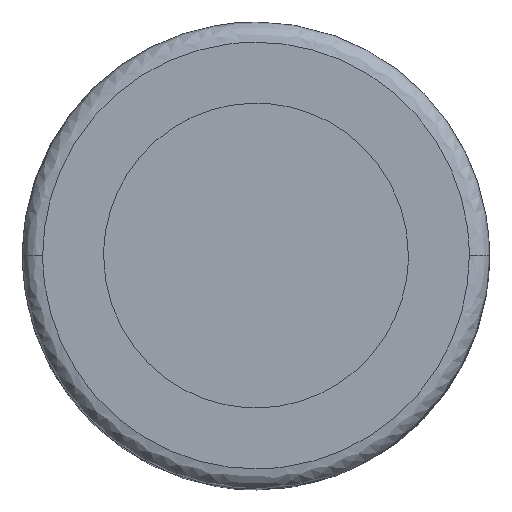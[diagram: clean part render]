
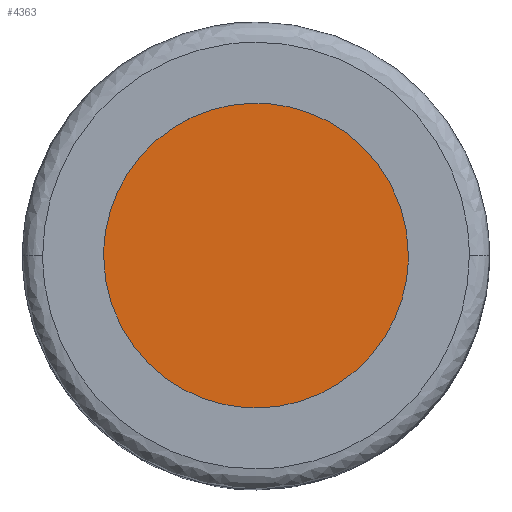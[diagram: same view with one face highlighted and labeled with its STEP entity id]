
A CAD part, top view. The second image highlights one B-rep face of the part: STEP entity #4363.
In plain terms, the highlighted planar face has unit normal (0, 0, 1).
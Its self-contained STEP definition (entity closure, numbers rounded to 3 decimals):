
#4078 = ( BOUNDED_SURFACE() B_SPLINE_SURFACE(1,2,(
    (#4079,#4080,#4081,#4082,#4083)
    ,(#4084,#4085,#4086,#4087,#4088
)),.UNSPECIFIED.,.F.,.F.,.F.) B_SPLINE_SURFACE_WITH_KNOTS((2,2),(3,2,3),
  (0.,0.36),(0.,1.571,3.142),.UNSPECIFIED.) 
GEOMETRIC_REPRESENTATION_ITEM() RATIONAL_B_SPLINE_SURFACE((
    (1.,0.707,1.,0.707,1.)
,(1.,0.707,1.,0.707,1.
))) REPRESENTATION_ITEM('') SURFACE() );
#4079 = CARTESIAN_POINT('',(356.,295.75,50.87)
  );
#4080 = CARTESIAN_POINT('',(356.,288.25,50.87)
  );
#4081 = CARTESIAN_POINT('',(363.5,288.25,50.87)
  );
#4082 = CARTESIAN_POINT('',(371.,288.25,50.87)
  );
#4083 = CARTESIAN_POINT('',(371.,295.75,50.87)
  );
#4084 = CARTESIAN_POINT('',(356.,295.75,51.23)
  );
#4085 = CARTESIAN_POINT('',(356.,288.25,51.23)
  );
#4086 = CARTESIAN_POINT('',(363.5,288.25,51.23)
  );
#4087 = CARTESIAN_POINT('',(371.,288.25,51.23)
  );
#4088 = CARTESIAN_POINT('',(371.,295.75,51.23)
  );
#4136 = ( BOUNDED_SURFACE() B_SPLINE_SURFACE(1,2,(
    (#4137,#4138,#4139,#4140,#4141)
    ,(#4142,#4143,#4144,#4145,#4146
)),.UNSPECIFIED.,.F.,.F.,.F.) B_SPLINE_SURFACE_WITH_KNOTS((2,2),(3,2,3),
  (0.,0.36),(3.142,4.712,6.283),
.PIECEWISE_BEZIER_KNOTS.) GEOMETRIC_REPRESENTATION_ITEM() 
RATIONAL_B_SPLINE_SURFACE((
    (1.,0.707,1.,0.707,1.)
,(1.,0.707,1.,0.707,1.
))) REPRESENTATION_ITEM('') SURFACE() );
#4137 = CARTESIAN_POINT('',(371.,295.75,50.87)
  );
#4138 = CARTESIAN_POINT('',(371.,303.25,50.87)
  );
#4139 = CARTESIAN_POINT('',(363.5,303.25,50.87)
  );
#4140 = CARTESIAN_POINT('',(356.,303.25,50.87)
  );
#4141 = CARTESIAN_POINT('',(356.,295.75,50.87)
  );
#4142 = CARTESIAN_POINT('',(371.,295.75,51.23)
  );
#4143 = CARTESIAN_POINT('',(371.,303.25,51.23)
  );
#4144 = CARTESIAN_POINT('',(363.5,303.25,51.23)
  );
#4145 = CARTESIAN_POINT('',(356.,303.25,51.23)
  );
#4146 = CARTESIAN_POINT('',(356.,295.75,51.23)
  );
#4179 = EDGE_CURVE('',#4180,#4182,#4184,.T.);
#4180 = VERTEX_POINT('',#4181);
#4181 = CARTESIAN_POINT('',(356.,295.75,51.)
  );
#4182 = VERTEX_POINT('',#4183);
#4183 = CARTESIAN_POINT('',(371.,295.75,51.)
  );
#4184 = SURFACE_CURVE('',#4185,(#4191,#4220),.PCURVE_S1.);
#4185 = ( BOUNDED_CURVE() B_SPLINE_CURVE(2,(#4186,#4187,#4188,#4189,
#4190),.UNSPECIFIED.,.F.,.F.) B_SPLINE_CURVE_WITH_KNOTS((3,2,3),(
    23.562,35.343,47.124),.UNSPECIFIED.) 
CURVE() GEOMETRIC_REPRESENTATION_ITEM() RATIONAL_B_SPLINE_CURVE((1.,
0.707,1.,0.707,1.)) REPRESENTATION_ITEM('') );
#4186 = CARTESIAN_POINT('',(356.,295.75,51.)
  );
#4187 = CARTESIAN_POINT('',(356.,288.25,51.)
  );
#4188 = CARTESIAN_POINT('',(363.5,288.25,51.)
  );
#4189 = CARTESIAN_POINT('',(371.,288.25,51.)
  );
#4190 = CARTESIAN_POINT('',(371.,295.75,51.)
  );
#4191 = PCURVE('',#4078,#4192);
#4192 = DEFINITIONAL_REPRESENTATION('',(#4193),#4219);
#4193 = B_SPLINE_CURVE_WITH_KNOTS('',3,(#4194,#4195,#4196,#4197,#4198,
    #4199,#4200,#4201,#4202,#4203,#4204,#4205,#4206,#4207,#4208,#4209,
    #4210,#4211,#4212,#4213,#4214,#4215,#4216,#4217,#4218),
  .UNSPECIFIED.,.F.,.F.,(4,1,1,1,1,1,1,1,1,1,1,1,1,1,1,1,1,1,1,1,1,1,4),
  (23.562,24.633,25.704,26.775,
    27.846,28.917,29.988,31.059,
    32.13,33.201,34.272,35.343,
    36.414,37.485,38.556,39.627,
    40.698,41.769,42.84,43.911,
    44.982,46.053,47.124),
  .QUASI_UNIFORM_KNOTS.);
#4194 = CARTESIAN_POINT('',(0.13,0.));
#4195 = CARTESIAN_POINT('',(0.13,0.048));
#4196 = CARTESIAN_POINT('',(0.13,0.143));
#4197 = CARTESIAN_POINT('',(0.13,0.286));
#4198 = CARTESIAN_POINT('',(0.13,0.428));
#4199 = CARTESIAN_POINT('',(0.13,0.571));
#4200 = CARTESIAN_POINT('',(0.13,0.714));
#4201 = CARTESIAN_POINT('',(0.13,0.857));
#4202 = CARTESIAN_POINT('',(0.13,1.));
#4203 = CARTESIAN_POINT('',(0.13,1.142));
#4204 = CARTESIAN_POINT('',(0.13,1.285));
#4205 = CARTESIAN_POINT('',(0.13,1.428));
#4206 = CARTESIAN_POINT('',(0.13,1.571));
#4207 = CARTESIAN_POINT('',(0.13,1.714));
#4208 = CARTESIAN_POINT('',(0.13,1.856));
#4209 = CARTESIAN_POINT('',(0.13,1.999));
#4210 = CARTESIAN_POINT('',(0.13,2.142));
#4211 = CARTESIAN_POINT('',(0.13,2.285));
#4212 = CARTESIAN_POINT('',(0.13,2.428));
#4213 = CARTESIAN_POINT('',(0.13,2.57));
#4214 = CARTESIAN_POINT('',(0.13,2.713));
#4215 = CARTESIAN_POINT('',(0.13,2.856));
#4216 = CARTESIAN_POINT('',(0.13,2.999));
#4217 = CARTESIAN_POINT('',(0.13,3.094));
#4218 = CARTESIAN_POINT('',(0.13,3.142));
#4219 = ( GEOMETRIC_REPRESENTATION_CONTEXT(2) 
PARAMETRIC_REPRESENTATION_CONTEXT() REPRESENTATION_CONTEXT('2D SPACE',''
  ) );
#4220 = PCURVE('',#4221,#4226);
#4221 = PLANE('',#4222);
#4222 = AXIS2_PLACEMENT_3D('',#4223,#4224,#4225);
#4223 = CARTESIAN_POINT('',(372.62,304.87,51.)
  );
#4224 = DIRECTION('',(0.,0.,1.));
#4225 = DIRECTION('',(-1.,0.,0.));
#4226 = DEFINITIONAL_REPRESENTATION('',(#4227),#4233);
#4227 = ( BOUNDED_CURVE() B_SPLINE_CURVE(2,(#4228,#4229,#4230,#4231,
#4232),.UNSPECIFIED.,.F.,.F.) B_SPLINE_CURVE_WITH_KNOTS((3,2,3),(
    23.562,35.343,47.124),.UNSPECIFIED.) 
CURVE() GEOMETRIC_REPRESENTATION_ITEM() RATIONAL_B_SPLINE_CURVE((1.,
0.707,1.,0.707,1.)) REPRESENTATION_ITEM('') );
#4228 = CARTESIAN_POINT('',(16.62,9.12));
#4229 = CARTESIAN_POINT('',(16.62,16.62));
#4230 = CARTESIAN_POINT('',(9.12,16.62));
#4231 = CARTESIAN_POINT('',(1.62,16.62));
#4232 = CARTESIAN_POINT('',(1.62,9.12));
#4233 = ( GEOMETRIC_REPRESENTATION_CONTEXT(2) 
PARAMETRIC_REPRESENTATION_CONTEXT() REPRESENTATION_CONTEXT('2D SPACE',''
  ) );
#4363 = ADVANCED_FACE('',(#4364),#4221,.T.);
#4364 = FACE_BOUND('',#4365,.T.);
#4365 = EDGE_LOOP('',(#4366,#4413));
#4366 = ORIENTED_EDGE('',*,*,#4367,.T.);
#4367 = EDGE_CURVE('',#4182,#4180,#4368,.T.);
#4368 = SURFACE_CURVE('',#4369,(#4375,#4384),.PCURVE_S1.);
#4369 = ( BOUNDED_CURVE() B_SPLINE_CURVE(2,(#4370,#4371,#4372,#4373,
#4374),.UNSPECIFIED.,.F.,.F.) B_SPLINE_CURVE_WITH_KNOTS((3,2,3),(0.,
11.781,23.562),.PIECEWISE_BEZIER_KNOTS.) CURVE() 
GEOMETRIC_REPRESENTATION_ITEM() RATIONAL_B_SPLINE_CURVE((1.,
0.707,1.,0.707,1.)) REPRESENTATION_ITEM('') );
#4370 = CARTESIAN_POINT('',(371.,295.75,51.)
  );
#4371 = CARTESIAN_POINT('',(371.,303.25,51.)
  );
#4372 = CARTESIAN_POINT('',(363.5,303.25,51.)
  );
#4373 = CARTESIAN_POINT('',(356.,303.25,51.)
  );
#4374 = CARTESIAN_POINT('',(356.,295.75,51.)
  );
#4375 = PCURVE('',#4221,#4376);
#4376 = DEFINITIONAL_REPRESENTATION('',(#4377),#4383);
#4377 = ( BOUNDED_CURVE() B_SPLINE_CURVE(2,(#4378,#4379,#4380,#4381,
#4382),.UNSPECIFIED.,.F.,.F.) B_SPLINE_CURVE_WITH_KNOTS((3,2,3),(0.,
11.781,23.562),.PIECEWISE_BEZIER_KNOTS.) CURVE() 
GEOMETRIC_REPRESENTATION_ITEM() RATIONAL_B_SPLINE_CURVE((1.,
0.707,1.,0.707,1.)) REPRESENTATION_ITEM('') );
#4378 = CARTESIAN_POINT('',(1.62,9.12));
#4379 = CARTESIAN_POINT('',(1.62,1.62));
#4380 = CARTESIAN_POINT('',(9.12,1.62));
#4381 = CARTESIAN_POINT('',(16.62,1.62));
#4382 = CARTESIAN_POINT('',(16.62,9.12));
#4383 = ( GEOMETRIC_REPRESENTATION_CONTEXT(2) 
PARAMETRIC_REPRESENTATION_CONTEXT() REPRESENTATION_CONTEXT('2D SPACE',''
  ) );
#4384 = PCURVE('',#4136,#4385);
#4385 = DEFINITIONAL_REPRESENTATION('',(#4386),#4412);
#4386 = B_SPLINE_CURVE_WITH_KNOTS('',3,(#4387,#4388,#4389,#4390,#4391,
    #4392,#4393,#4394,#4395,#4396,#4397,#4398,#4399,#4400,#4401,#4402,
    #4403,#4404,#4405,#4406,#4407,#4408,#4409,#4410,#4411),
  .UNSPECIFIED.,.F.,.F.,(4,1,1,1,1,1,1,1,1,1,1,1,1,1,1,1,1,1,1,1,1,1,4),
  (0.,1.071,2.142,3.213,4.284,
    5.355,6.426,7.497,8.568,
    9.639,10.71,11.781,12.852,
    13.923,14.994,16.065,17.136,
    18.207,19.278,20.349,21.42,
    22.491,23.562),.QUASI_UNIFORM_KNOTS.);
#4387 = CARTESIAN_POINT('',(0.13,3.142));
#4388 = CARTESIAN_POINT('',(0.13,3.189));
#4389 = CARTESIAN_POINT('',(0.13,3.284));
#4390 = CARTESIAN_POINT('',(0.13,3.427));
#4391 = CARTESIAN_POINT('',(0.13,3.57));
#4392 = CARTESIAN_POINT('',(0.13,3.713));
#4393 = CARTESIAN_POINT('',(0.13,3.856));
#4394 = CARTESIAN_POINT('',(0.13,3.998));
#4395 = CARTESIAN_POINT('',(0.13,4.141));
#4396 = CARTESIAN_POINT('',(0.13,4.284));
#4397 = CARTESIAN_POINT('',(0.13,4.427));
#4398 = CARTESIAN_POINT('',(0.13,4.57));
#4399 = CARTESIAN_POINT('',(0.13,4.712));
#4400 = CARTESIAN_POINT('',(0.13,4.855));
#4401 = CARTESIAN_POINT('',(0.13,4.998));
#4402 = CARTESIAN_POINT('',(0.13,5.141));
#4403 = CARTESIAN_POINT('',(0.13,5.284));
#4404 = CARTESIAN_POINT('',(0.13,5.426));
#4405 = CARTESIAN_POINT('',(0.13,5.569));
#4406 = CARTESIAN_POINT('',(0.13,5.712));
#4407 = CARTESIAN_POINT('',(0.13,5.855));
#4408 = CARTESIAN_POINT('',(0.13,5.998));
#4409 = CARTESIAN_POINT('',(0.13,6.14));
#4410 = CARTESIAN_POINT('',(0.13,6.236));
#4411 = CARTESIAN_POINT('',(0.13,6.283));
#4412 = ( GEOMETRIC_REPRESENTATION_CONTEXT(2) 
PARAMETRIC_REPRESENTATION_CONTEXT() REPRESENTATION_CONTEXT('2D SPACE',''
  ) );
#4413 = ORIENTED_EDGE('',*,*,#4179,.T.);
